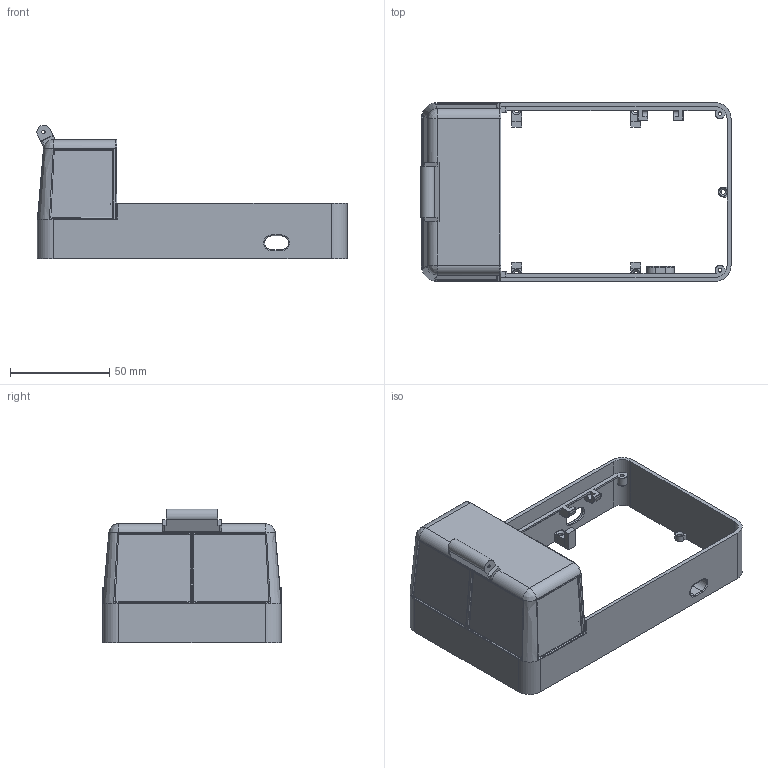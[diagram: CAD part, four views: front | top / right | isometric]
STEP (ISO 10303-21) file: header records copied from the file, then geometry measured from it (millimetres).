
FILE_DESCRIPTION(/* description */ (''),/* implementation_level */ '2;1');
FILE_NAME(/* name */ 'UpperBody.step',/* time_stamp */ '2023-01-29T12:22:23-08:00',/* author */ (''),/* organization */ (''),/* preprocessor_version */ 'ST-DEVELOPER v19',/* originating_system */ 'Autodesk Translation Framework v11.7.0.108',/* authorisation */ '');
FILE_SCHEMA (('AUTOMOTIVE_DESIGN { 1 0 10303 214 3 1 1 }'));
Length unit declared in the file: millimetre
Products named in the file (1): UpperBody
Bounding box: 156.2 x 90 x 67.29 mm (x, y, z)
Volume: 40997.3 mm3; surface area: 48310.3 mm2
Topology: 10 solids, 10 shells, 333 faces, 876 edges, 542 vertices
Faces by surface type: plane 173, cylinder 108, torus 20, bspline 14, cone 14, sphere 4
Full cylindrical faces by diameter (mm): 1.7 x1, 1.8 x2, 2.2 x10
Entity records: 11005 total; most frequent: CARTESIAN_POINT 2738, ORIENTED_EDGE 1744, DIRECTION 1684, EDGE_CURVE 872, LINE 568, VECTOR 568, AXIS2_PLACEMENT_3D 558, VERTEX_POINT 542
